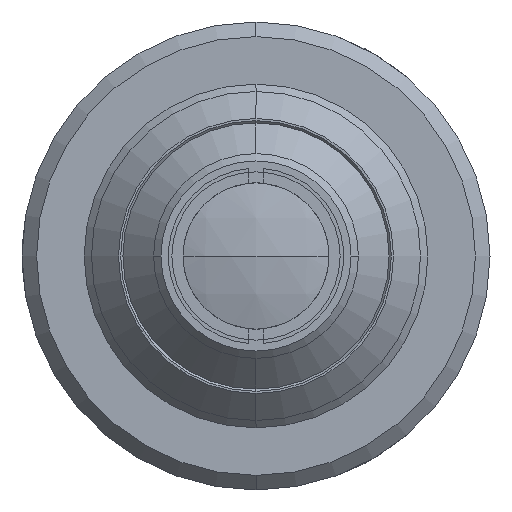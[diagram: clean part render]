
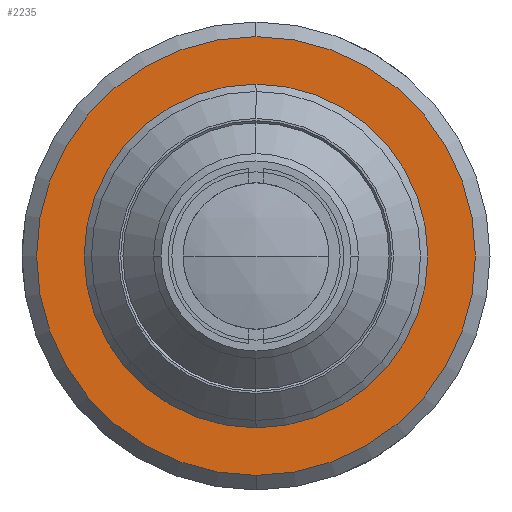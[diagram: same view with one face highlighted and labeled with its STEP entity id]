
A CAD part, left-side view. The second image highlights one B-rep face of the part: STEP entity #2235.
In plain terms, the highlighted planar face has unit normal (-1, 0, 0).
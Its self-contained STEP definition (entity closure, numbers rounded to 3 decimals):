
#39 = CIRCLE ( 'NONE', #4182, 23.5 ) ;
#80 = FACE_BOUND ( 'NONE', #488, .T. ) ;
#281 = CARTESIAN_POINT ( 'NONE',  ( 46.77, 0., -30. ) ) ;
#312 = DIRECTION ( 'NONE',  ( 0., 0., -1. ) ) ;
#391 = PLANE ( 'NONE',  #3050 ) ;
#488 = EDGE_LOOP ( 'NONE', ( #3805, #2154 ) ) ;
#826 = DIRECTION ( 'NONE',  ( 1., 0., 0. ) ) ;
#933 = DIRECTION ( 'NONE',  ( 0., 0., -1. ) ) ;
#996 = CARTESIAN_POINT ( 'NONE',  ( 46.77, 0., 0. ) ) ;
#1045 = CIRCLE ( 'NONE', #3068, 30. ) ;
#1050 = ORIENTED_EDGE ( 'NONE', *, *, #1737, .T. ) ;
#1094 = CARTESIAN_POINT ( 'NONE',  ( 46.77, 32., 0. ) ) ;
#1156 = CARTESIAN_POINT ( 'NONE',  ( 46.77, 0., 0. ) ) ;
#1182 = ORIENTED_EDGE ( 'NONE', *, *, #1564, .T. ) ;
#1409 = DIRECTION ( 'NONE',  ( 0., 0., -1. ) ) ;
#1533 = DIRECTION ( 'NONE',  ( 0., 0., -1. ) ) ;
#1562 = CARTESIAN_POINT ( 'NONE',  ( 46.77, 0., -23.5 ) ) ;
#1564 = EDGE_CURVE ( 'NONE', #2284, #4230, #2874, .T. ) ;
#1586 = CARTESIAN_POINT ( 'NONE',  ( 46.77, 0., 23.5 ) ) ;
#1636 = CIRCLE ( 'NONE', #2949, 23.5 ) ;
#1733 = DIRECTION ( 'NONE',  ( 1., 0., 0. ) ) ;
#1737 = EDGE_CURVE ( 'NONE', #4230, #2284, #1045, .T. ) ;
#2039 = AXIS2_PLACEMENT_3D ( 'NONE', #4291, #3273, #1533 ) ;
#2154 = ORIENTED_EDGE ( 'NONE', *, *, #3290, .T. ) ;
#2235 = ADVANCED_FACE ( 'NONE', ( #3081, #80 ), #391, .F. ) ;
#2284 = VERTEX_POINT ( 'NONE', #3191 ) ;
#2337 = DIRECTION ( 'NONE',  ( -1., 0., 0. ) ) ;
#2371 = CARTESIAN_POINT ( 'NONE',  ( 46.77, 0., 0. ) ) ;
#2798 = VERTEX_POINT ( 'NONE', #1562 ) ;
#2874 = CIRCLE ( 'NONE', #2039, 30. ) ;
#2949 = AXIS2_PLACEMENT_3D ( 'NONE', #1156, #826, #933 ) ;
#3022 = VERTEX_POINT ( 'NONE', #1586 ) ;
#3050 = AXIS2_PLACEMENT_3D ( 'NONE', #1094, #1733, #1409 ) ;
#3068 = AXIS2_PLACEMENT_3D ( 'NONE', #996, #2337, #3780 ) ;
#3081 = FACE_OUTER_BOUND ( 'NONE', #3900, .T. ) ;
#3191 = CARTESIAN_POINT ( 'NONE',  ( 46.77, 0., 30. ) ) ;
#3273 = DIRECTION ( 'NONE',  ( -1., 0., 0. ) ) ;
#3290 = EDGE_CURVE ( 'NONE', #3022, #2798, #1636, .T. ) ;
#3706 = DIRECTION ( 'NONE',  ( 1., 0., 0. ) ) ;
#3780 = DIRECTION ( 'NONE',  ( 0., 0., -1. ) ) ;
#3805 = ORIENTED_EDGE ( 'NONE', *, *, #4337, .T. ) ;
#3900 = EDGE_LOOP ( 'NONE', ( #1050, #1182 ) ) ;
#4182 = AXIS2_PLACEMENT_3D ( 'NONE', #2371, #3706, #312 ) ;
#4230 = VERTEX_POINT ( 'NONE', #281 ) ;
#4291 = CARTESIAN_POINT ( 'NONE',  ( 46.77, 0., 0. ) ) ;
#4337 = EDGE_CURVE ( 'NONE', #2798, #3022, #39, .T. ) ;
